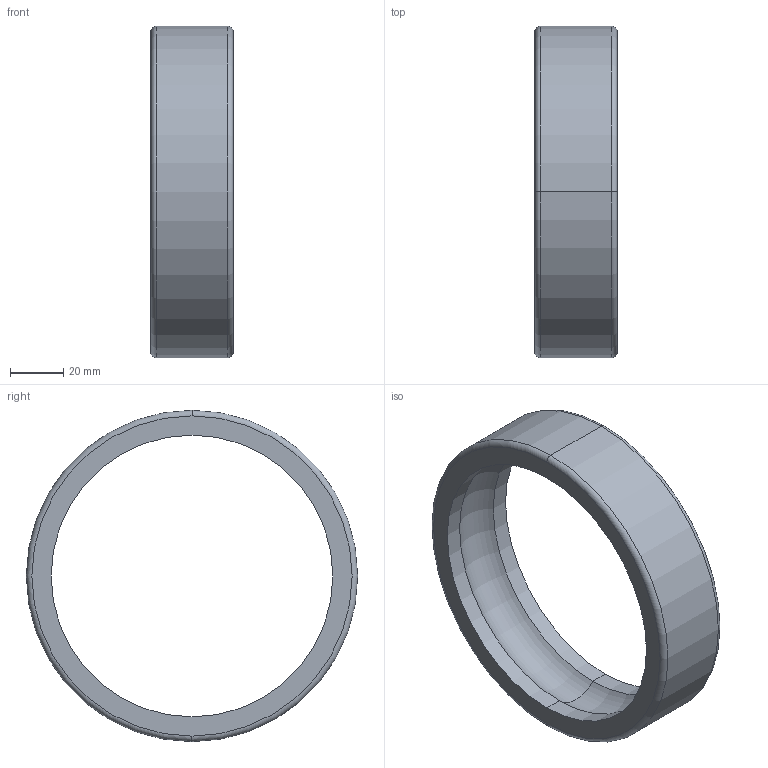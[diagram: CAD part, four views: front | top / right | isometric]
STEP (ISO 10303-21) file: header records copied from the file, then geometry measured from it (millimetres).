
FILE_DESCRIPTION (( 'STEP AP214' ), '1' );
FILE_NAME ('outer ring.STEP', '2022-06-07T11:32:43', ( '' ), ( '' ), 'SwSTEP 2.0', 'SolidWorks 2021', '' );
FILE_SCHEMA (( 'AUTOMOTIVE_DESIGN' ));
Length unit declared in the file: inch
Products named in the file (1): outer ring
Bounding box: 31 x 124.7 x 124.7 mm (x, y, z)
Volume: 87267.9 mm3; surface area: 29631.4 mm2
Topology: 1 solids, 1 shells, 14 faces, 28 edges, 16 vertices
Faces by surface type: torus 6, cylinder 6, plane 2
Entity records: 414 total; most frequent: DIRECTION 80, CARTESIAN_POINT 59, ORIENTED_EDGE 56, AXIS2_PLACEMENT_3D 37, EDGE_CURVE 28, CIRCLE 22, VERTEX_POINT 16, EDGE_LOOP 16
